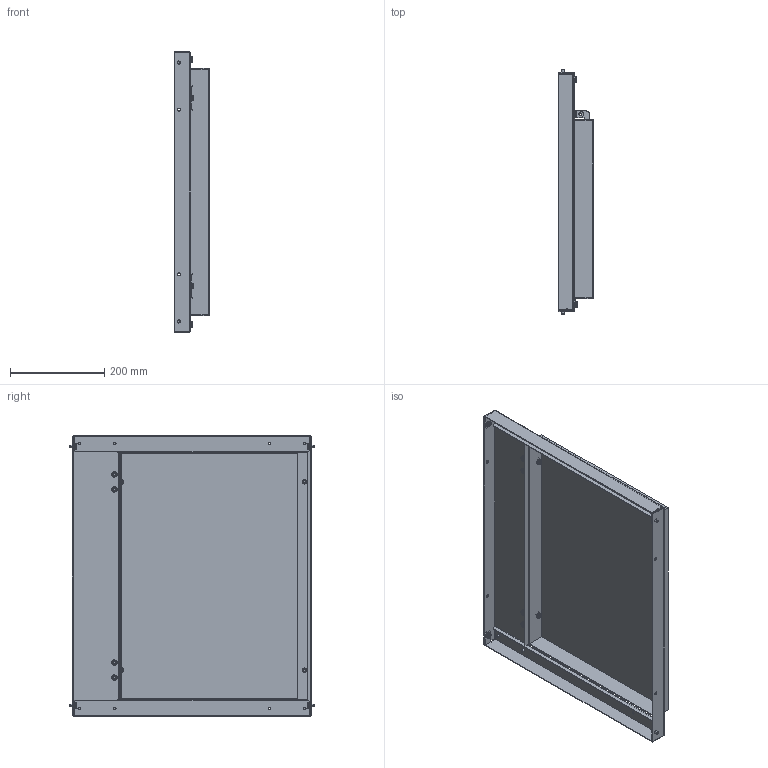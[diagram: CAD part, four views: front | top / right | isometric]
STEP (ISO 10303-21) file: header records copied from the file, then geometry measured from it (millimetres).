
FILE_DESCRIPTION (( 'STEP AP203' ), '1' );
FILE_NAME ('FO-00-MPR-060-060 FORMAT Ïàíåëü ìîíòàæíàÿ ïîâîðîòíàÿ 600õ600 IEK.STEP', '2024-07-26T12:06:30', ( '' ), ( '' ), 'SwSTEP 2.0', 'SolidWorks 2022', '' );
FILE_SCHEMA (( 'CONFIG_CONTROL_DESIGN' ));
Length unit declared in the file: millimetre
Products named in the file (1): FO-00-MPR-060-060 FORMAT Панель монтажная поворотная 600х600 IEK
Bounding box: 73 x 518.4 x 596 mm (x, y, z)
Volume: 925124.8 mm3; surface area: 967926.7 mm2
Topology: 25 solids, 25 shells, 930 faces, 2328 edges, 1502 vertices
Faces by surface type: cylinder 460, plane 322, cone 76, torus 72
Entity records: 28465 total; most frequent: DIRECTION 5314, CARTESIAN_POINT 4977, ORIENTED_EDGE 4656, EDGE_CURVE 2328, AXIS2_PLACEMENT_3D 2071, VERTEX_POINT 1502, LINE 1172, VECTOR 1172
